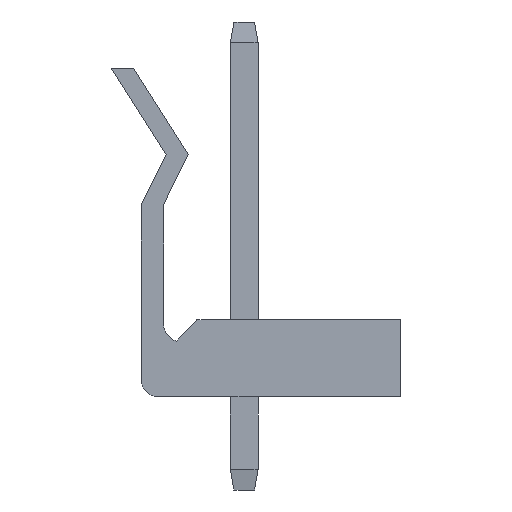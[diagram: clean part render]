
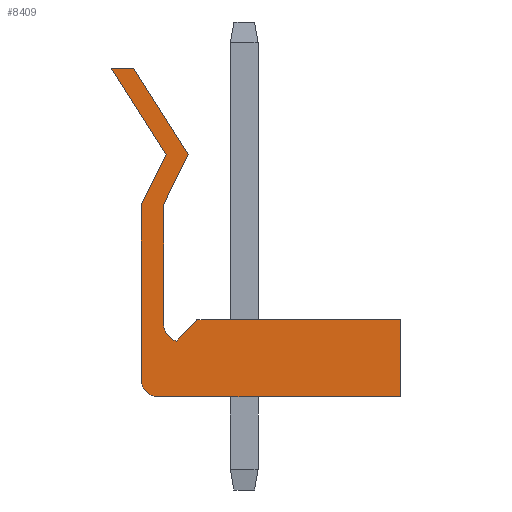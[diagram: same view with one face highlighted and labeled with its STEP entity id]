
A CAD part, left-side view. The second image highlights one B-rep face of the part: STEP entity #8409.
In plain terms, the highlighted planar face has unit normal (-1, 0, 0).
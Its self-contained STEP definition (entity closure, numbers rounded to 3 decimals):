
#352=CIRCLE('',#8809,0.635);
#353=CIRCLE('',#8810,0.635);
#611=ORIENTED_EDGE('',*,*,#2225,.T.);
#612=ORIENTED_EDGE('',*,*,#2226,.T.);
#613=ORIENTED_EDGE('',*,*,#2170,.T.);
#614=ORIENTED_EDGE('',*,*,#2227,.T.);
#615=ORIENTED_EDGE('',*,*,#2212,.T.);
#616=ORIENTED_EDGE('',*,*,#2228,.T.);
#617=ORIENTED_EDGE('',*,*,#2229,.T.);
#618=ORIENTED_EDGE('',*,*,#2230,.T.);
#619=ORIENTED_EDGE('',*,*,#2231,.T.);
#620=ORIENTED_EDGE('',*,*,#2232,.T.);
#621=ORIENTED_EDGE('',*,*,#2233,.T.);
#622=ORIENTED_EDGE('',*,*,#2234,.T.);
#623=ORIENTED_EDGE('',*,*,#2235,.T.);
#2170=EDGE_CURVE('',#2992,#2993,#3568,.T.);
#2212=EDGE_CURVE('',#3035,#3034,#3610,.T.);
#2225=EDGE_CURVE('',#3045,#3046,#3621,.T.);
#2226=EDGE_CURVE('',#3046,#2992,#352,.T.);
#2227=EDGE_CURVE('',#2993,#3035,#3622,.T.);
#2228=EDGE_CURVE('',#3034,#3047,#3623,.T.);
#2229=EDGE_CURVE('',#3047,#3048,#353,.F.);
#2230=EDGE_CURVE('',#3048,#3049,#3624,.T.);
#2231=EDGE_CURVE('',#3049,#3050,#3625,.T.);
#2232=EDGE_CURVE('',#3050,#3051,#3626,.T.);
#2233=EDGE_CURVE('',#3051,#3052,#3627,.T.);
#2234=EDGE_CURVE('',#3052,#3053,#3628,.T.);
#2235=EDGE_CURVE('',#3053,#3045,#3629,.T.);
#2992=VERTEX_POINT('',#10600);
#2993=VERTEX_POINT('',#10601);
#3034=VERTEX_POINT('',#10684);
#3035=VERTEX_POINT('',#10686);
#3045=VERTEX_POINT('',#10711);
#3046=VERTEX_POINT('',#10712);
#3047=VERTEX_POINT('',#10716);
#3048=VERTEX_POINT('',#10718);
#3049=VERTEX_POINT('',#10720);
#3050=VERTEX_POINT('',#10722);
#3051=VERTEX_POINT('',#10724);
#3052=VERTEX_POINT('',#10726);
#3053=VERTEX_POINT('',#10728);
#3568=LINE('',#10599,#4148);
#3610=LINE('',#10685,#4190);
#3621=LINE('',#10710,#4201);
#3622=LINE('',#10714,#4202);
#3623=LINE('',#10715,#4203);
#3624=LINE('',#10719,#4204);
#3625=LINE('',#10721,#4205);
#3626=LINE('',#10723,#4206);
#3627=LINE('',#10725,#4207);
#3628=LINE('',#10727,#4208);
#3629=LINE('',#10729,#4209);
#4148=VECTOR('',#9294,1000.);
#4190=VECTOR('',#9338,1000.);
#4201=VECTOR('',#9357,1000.);
#4202=VECTOR('',#9360,1000.);
#4203=VECTOR('',#9361,1000.);
#4204=VECTOR('',#9364,1000.);
#4205=VECTOR('',#9365,1000.);
#4206=VECTOR('',#9366,1000.);
#4207=VECTOR('',#9367,1000.);
#4208=VECTOR('',#9368,1000.);
#4209=VECTOR('',#9369,1000.);
#4674=EDGE_LOOP('',(#611,#612,#613,#614,#615,#616,#617,#618,#619,#620,#621,
#622,#623));
#5086=FACE_BOUND('',#4674,.T.);
#5474=PLANE('',#8808);
#8409=ADVANCED_FACE('',(#5086),#5474,.T.);
#8808=AXIS2_PLACEMENT_3D('',#10709,#9355,#9356);
#8809=AXIS2_PLACEMENT_3D('',#10713,#9358,#9359);
#8810=AXIS2_PLACEMENT_3D('',#10717,#9362,#9363);
#9294=DIRECTION('',(0.,-1.,0.));
#9338=DIRECTION('',(0.,1.,0.));
#9355=DIRECTION('',(-1.,0.,0.));
#9356=DIRECTION('',(0.,0.,1.));
#9357=DIRECTION('',(0.,0.,-1.));
#9358=DIRECTION('',(-1.,0.,0.));
#9359=DIRECTION('',(0.,0.,1.));
#9360=DIRECTION('',(0.,0.,1.));
#9361=DIRECTION('',(0.,0.693,-0.721));
#9362=DIRECTION('',(-1.,0.,0.));
#9363=DIRECTION('',(0.,0.,1.));
#9364=DIRECTION('',(0.,0.,1.));
#9365=DIRECTION('',(0.,-0.443,0.896));
#9366=DIRECTION('',(0.,0.536,0.844));
#9367=DIRECTION('',(0.,1.,0.));
#9368=DIRECTION('',(0.,-0.536,-0.844));
#9369=DIRECTION('',(0.,0.443,-0.896));
#10599=CARTESIAN_POINT('',(-15.638,-5.715,0.));
#10600=CARTESIAN_POINT('',(-15.638,3.124,0.));
#10601=CARTESIAN_POINT('',(-15.638,-5.715,0.));
#10684=CARTESIAN_POINT('',(-15.638,1.725,2.819));
#10685=CARTESIAN_POINT('',(-15.638,-5.715,2.819));
#10686=CARTESIAN_POINT('',(-15.638,-5.715,2.819));
#10709=CARTESIAN_POINT('',(-15.638,0.,0.));
#10710=CARTESIAN_POINT('',(-15.638,3.759,0.));
#10711=CARTESIAN_POINT('',(-15.638,3.759,7.01));
#10712=CARTESIAN_POINT('',(-15.638,3.759,0.635));
#10713=CARTESIAN_POINT('',(-15.638,3.124,0.635));
#10714=CARTESIAN_POINT('',(-15.638,-5.715,2.819));
#10715=CARTESIAN_POINT('',(-15.638,1.725,2.819));
#10716=CARTESIAN_POINT('',(-15.638,2.476,2.038));
#10717=CARTESIAN_POINT('',(-15.638,2.311,2.651));
#10718=CARTESIAN_POINT('',(-15.638,2.946,2.651));
#10719=CARTESIAN_POINT('',(-15.638,2.946,2.819));
#10720=CARTESIAN_POINT('',(-15.638,2.946,7.01));
#10721=CARTESIAN_POINT('',(-15.638,2.946,7.01));
#10722=CARTESIAN_POINT('',(-15.638,2.042,8.84));
#10723=CARTESIAN_POINT('',(-15.638,2.042,8.84));
#10724=CARTESIAN_POINT('',(-15.638,4.041,11.989));
#10725=CARTESIAN_POINT('',(-15.638,4.853,11.989));
#10726=CARTESIAN_POINT('',(-15.638,4.853,11.989));
#10727=CARTESIAN_POINT('',(-15.638,2.854,8.84));
#10728=CARTESIAN_POINT('',(-15.638,2.854,8.84));
#10729=CARTESIAN_POINT('',(-15.638,3.759,7.01));
